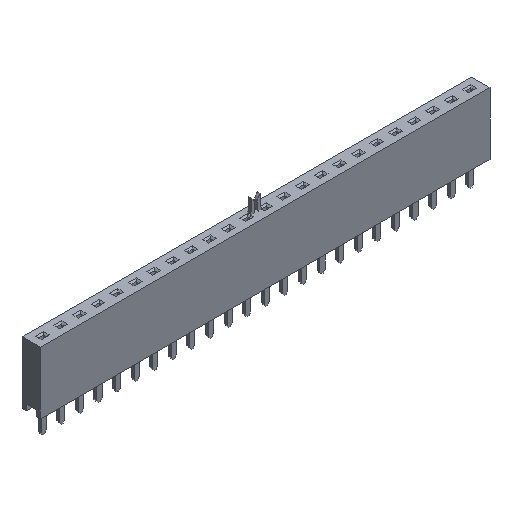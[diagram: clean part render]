
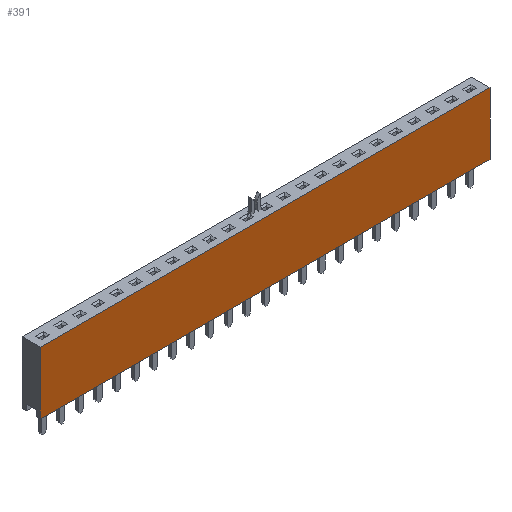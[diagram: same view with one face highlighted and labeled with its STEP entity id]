
A CAD part, isometric view. The second image highlights one B-rep face of the part: STEP entity #391.
In plain terms, the highlighted planar face has unit normal (0, -1, 0).
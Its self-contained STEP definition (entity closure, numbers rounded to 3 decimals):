
#391 = ADVANCED_FACE( '', ( #1125 ), #1126, .T. );
#1125 = FACE_OUTER_BOUND( '', #2202, .T. );
#1126 = PLANE( '', #2203 );
#2202 = EDGE_LOOP( '', ( #3462, #3463, #3464, #3465 ) );
#2203 = AXIS2_PLACEMENT_3D( '', #3466, #3467, #3468 );
#3462 = ORIENTED_EDGE( '', *, *, #6427, .T. );
#3463 = ORIENTED_EDGE( '', *, *, #6428, .T. );
#3464 = ORIENTED_EDGE( '', *, *, #6429, .T. );
#3465 = ORIENTED_EDGE( '', *, *, #6430, .T. );
#3466 = CARTESIAN_POINT( '', ( 0., -1.25, 0. ) );
#3467 = DIRECTION( '', ( 0., -1., 0. ) );
#3468 = DIRECTION( '', ( 0., 0., -1. ) );
#6427 = EDGE_CURVE( '', #7771, #7772, #7773, .T. );
#6428 = EDGE_CURVE( '', #7772, #7774, #7775, .T. );
#6429 = EDGE_CURVE( '', #7774, #7776, #7777, .T. );
#6430 = EDGE_CURVE( '', #7776, #7771, #7778, .T. );
#7771 = VERTEX_POINT( '', #9663 );
#7772 = VERTEX_POINT( '', #9664 );
#7773 = LINE( '', #9665, #9666 );
#7774 = VERTEX_POINT( '', #9667 );
#7775 = LINE( '', #9668, #9669 );
#7776 = VERTEX_POINT( '', #9670 );
#7777 = LINE( '', #9671, #9672 );
#7778 = LINE( '', #9673, #9674 );
#9663 = CARTESIAN_POINT( '', ( 30.73, -1.25, 4.25 ) );
#9664 = CARTESIAN_POINT( '', ( -30.73, -1.25, 4.25 ) );
#9665 = CARTESIAN_POINT( '', ( 30.73, -1.25, 4.25 ) );
#9666 = VECTOR( '', #11918, 1000. );
#9667 = CARTESIAN_POINT( '', ( -30.73, -1.25, -4.25 ) );
#9668 = CARTESIAN_POINT( '', ( -30.73, -1.25, 4.25 ) );
#9669 = VECTOR( '', #11919, 1000. );
#9670 = CARTESIAN_POINT( '', ( 30.73, -1.25, -4.25 ) );
#9671 = CARTESIAN_POINT( '', ( -30.73, -1.25, -4.25 ) );
#9672 = VECTOR( '', #11920, 1000. );
#9673 = CARTESIAN_POINT( '', ( 30.73, -1.25, -4.25 ) );
#9674 = VECTOR( '', #11921, 1000. );
#11918 = DIRECTION( '', ( -1., 0., 0. ) );
#11919 = DIRECTION( '', ( 0., 0., -1. ) );
#11920 = DIRECTION( '', ( 1., 0., 0. ) );
#11921 = DIRECTION( '', ( 0., 0., 1. ) );
